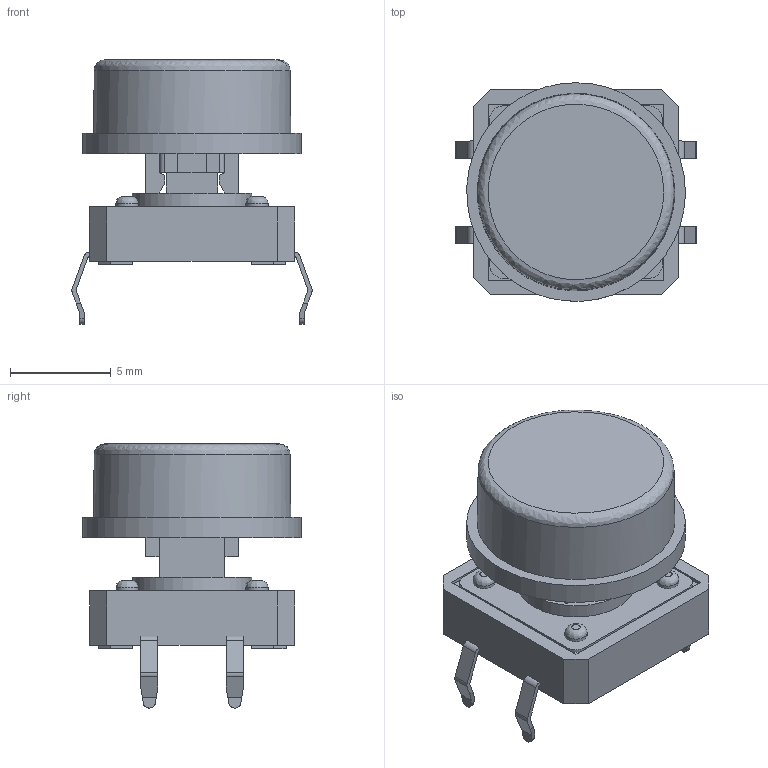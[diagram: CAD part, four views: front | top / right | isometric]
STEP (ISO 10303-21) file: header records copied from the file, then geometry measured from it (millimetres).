
FILE_DESCRIPTION(('FreeCAD Model'),'2;1');
FILE_NAME('Open CASCADE Shape Model','2025-04-25T21:21:34',('FreeCAD'),( 'FreeCAD'),'Open CASCADE STEP processor 7.6','FreeCAD','Unknown');
FILE_SCHEMA(('AUTOMOTIVE_DESIGN { 1 0 10303 214 1 1 1 1 }'));
Length unit declared in the file: millimetre
Products named in the file (1): Open CASCADE STEP translator 7.6 1
Bounding box: 11.95 x 10.87 x 13.14 mm (x, y, z)
Volume: 540.1 mm3; surface area: 1174.2 mm2
Topology: 8 solids, 8 shells, 219 faces, 554 edges, 361 vertices
Faces by surface type: bspline 219
Entity records: 6412 total; most frequent: CARTESIAN_POINT 3085, ORIENTED_EDGE 1100, EDGE_CURVE 550, B_SPLINE_CURVE_WITH_KNOTS 424, VERTEX_POINT 361, FACE_BOUND 243, EDGE_LOOP 243, ADVANCED_FACE 219
